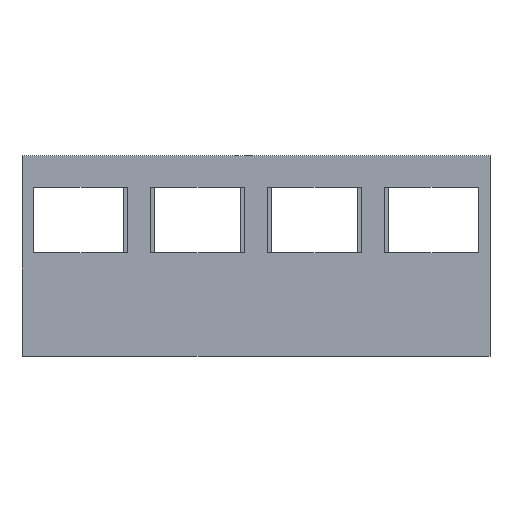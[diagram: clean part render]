
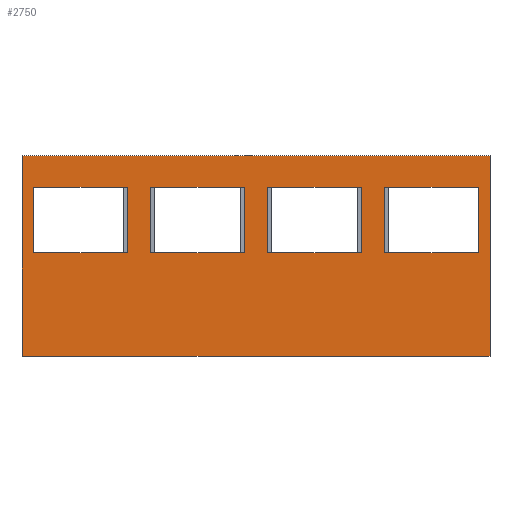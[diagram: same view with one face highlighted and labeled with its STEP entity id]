
A CAD part, top view. The second image highlights one B-rep face of the part: STEP entity #2750.
In plain terms, the highlighted planar face has unit normal (0, 0, 1).
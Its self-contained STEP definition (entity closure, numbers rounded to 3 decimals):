
#2634=AXIS2_PLACEMENT_3D('Plane Axis2P3D',#2631,#2632,#2633) ;
#1334=CARTESIAN_POINT('Vertex',(-52.5,60.,82.5)) ;
#1337=CARTESIAN_POINT('Line Origine',(17.5,60.,82.5)) ;
#1341=CARTESIAN_POINT('Vertex',(87.5,60.,82.5)) ;
#2329=CARTESIAN_POINT('Line Origine',(17.5,0.,82.5)) ;
#2333=CARTESIAN_POINT('Vertex',(-52.5,0.,82.5)) ;
#2335=CARTESIAN_POINT('Vertex',(87.5,0.,82.5)) ;
#2456=CARTESIAN_POINT('Line Origine',(87.5,30.,82.5)) ;
#2475=CARTESIAN_POINT('Line Origine',(-52.5,30.,82.5)) ;
#2544=CARTESIAN_POINT('Vertex',(21.,50.5,82.5)) ;
#2551=CARTESIAN_POINT('Vertex',(49.,50.5,82.5)) ;
#2554=CARTESIAN_POINT('Line Origine',(35.,50.5,82.5)) ;
#2571=CARTESIAN_POINT('Line Origine',(49.,40.75,82.5)) ;
#2575=CARTESIAN_POINT('Vertex',(49.,31.,82.5)) ;
#2595=CARTESIAN_POINT('Line Origine',(21.,40.75,82.5)) ;
#2599=CARTESIAN_POINT('Vertex',(21.,31.,82.5)) ;
#2619=CARTESIAN_POINT('Line Origine',(35.,31.,82.5)) ;
#2631=CARTESIAN_POINT('Axis2P3D Location',(0.,0.,82.5)) ;
#2648=CARTESIAN_POINT('Line Origine',(-49.,40.75,82.5)) ;
#2652=CARTESIAN_POINT('Vertex',(-49.,50.5,82.5)) ;
#2654=CARTESIAN_POINT('Vertex',(-49.,31.,82.5)) ;
#2657=CARTESIAN_POINT('Line Origine',(-35.,50.5,82.5)) ;
#2661=CARTESIAN_POINT('Vertex',(-21.,50.5,82.5)) ;
#2664=CARTESIAN_POINT('Line Origine',(-21.,40.75,82.5)) ;
#2668=CARTESIAN_POINT('Vertex',(-21.,31.,82.5)) ;
#2671=CARTESIAN_POINT('Line Origine',(-35.,31.,82.5)) ;
#2682=CARTESIAN_POINT('Line Origine',(-14.,40.75,82.5)) ;
#2686=CARTESIAN_POINT('Vertex',(-14.,50.5,82.5)) ;
#2688=CARTESIAN_POINT('Vertex',(-14.,31.,82.5)) ;
#2691=CARTESIAN_POINT('Line Origine',(0.,50.5,82.5)) ;
#2695=CARTESIAN_POINT('Vertex',(14.,50.5,82.5)) ;
#2698=CARTESIAN_POINT('Line Origine',(14.,40.75,82.5)) ;
#2702=CARTESIAN_POINT('Vertex',(14.,31.,82.5)) ;
#2705=CARTESIAN_POINT('Line Origine',(0.,31.,82.5)) ;
#2716=CARTESIAN_POINT('Line Origine',(56.,40.75,82.5)) ;
#2720=CARTESIAN_POINT('Vertex',(56.,50.5,82.5)) ;
#2722=CARTESIAN_POINT('Vertex',(56.,31.,82.5)) ;
#2725=CARTESIAN_POINT('Line Origine',(70.,50.5,82.5)) ;
#2729=CARTESIAN_POINT('Vertex',(84.,50.5,82.5)) ;
#2732=CARTESIAN_POINT('Line Origine',(84.,40.75,82.5)) ;
#2736=CARTESIAN_POINT('Vertex',(84.,31.,82.5)) ;
#2739=CARTESIAN_POINT('Line Origine',(70.,31.,82.5)) ;
#1338=DIRECTION('Vector Direction',(1.,0.,0.)) ;
#2330=DIRECTION('Vector Direction',(1.,0.,0.)) ;
#2457=DIRECTION('Vector Direction',(0.,1.,0.)) ;
#2476=DIRECTION('Vector Direction',(0.,1.,0.)) ;
#2555=DIRECTION('Vector Direction',(1.,0.,0.)) ;
#2572=DIRECTION('Vector Direction',(0.,1.,0.)) ;
#2596=DIRECTION('Vector Direction',(0.,-1.,0.)) ;
#2620=DIRECTION('Vector Direction',(-1.,0.,0.)) ;
#2632=DIRECTION('Axis2P3D Direction',(0.,0.,-1.)) ;
#2633=DIRECTION('Axis2P3D XDirection',(0.,1.,0.)) ;
#2649=DIRECTION('Vector Direction',(0.,-1.,0.)) ;
#2658=DIRECTION('Vector Direction',(1.,0.,0.)) ;
#2665=DIRECTION('Vector Direction',(0.,1.,0.)) ;
#2672=DIRECTION('Vector Direction',(-1.,0.,0.)) ;
#2683=DIRECTION('Vector Direction',(0.,-1.,0.)) ;
#2692=DIRECTION('Vector Direction',(1.,0.,0.)) ;
#2699=DIRECTION('Vector Direction',(0.,1.,0.)) ;
#2706=DIRECTION('Vector Direction',(-1.,0.,0.)) ;
#2717=DIRECTION('Vector Direction',(0.,-1.,0.)) ;
#2726=DIRECTION('Vector Direction',(1.,0.,0.)) ;
#2733=DIRECTION('Vector Direction',(0.,1.,0.)) ;
#2740=DIRECTION('Vector Direction',(-1.,0.,0.)) ;
#1339=VECTOR('Line Direction',#1338,1.) ;
#2331=VECTOR('Line Direction',#2330,1.) ;
#2458=VECTOR('Line Direction',#2457,1.) ;
#2477=VECTOR('Line Direction',#2476,1.) ;
#2556=VECTOR('Line Direction',#2555,1.) ;
#2573=VECTOR('Line Direction',#2572,1.) ;
#2597=VECTOR('Line Direction',#2596,1.) ;
#2621=VECTOR('Line Direction',#2620,1.) ;
#2650=VECTOR('Line Direction',#2649,1.) ;
#2659=VECTOR('Line Direction',#2658,1.) ;
#2666=VECTOR('Line Direction',#2665,1.) ;
#2673=VECTOR('Line Direction',#2672,1.) ;
#2684=VECTOR('Line Direction',#2683,1.) ;
#2693=VECTOR('Line Direction',#2692,1.) ;
#2700=VECTOR('Line Direction',#2699,1.) ;
#2707=VECTOR('Line Direction',#2706,1.) ;
#2718=VECTOR('Line Direction',#2717,1.) ;
#2727=VECTOR('Line Direction',#2726,1.) ;
#2734=VECTOR('Line Direction',#2733,1.) ;
#2741=VECTOR('Line Direction',#2740,1.) ;
#2637=ORIENTED_EDGE('',*,*,#2460,.F.) ;
#2638=ORIENTED_EDGE('',*,*,#1343,.F.) ;
#2639=ORIENTED_EDGE('',*,*,#2479,.T.) ;
#2640=ORIENTED_EDGE('',*,*,#2337,.T.) ;
#2643=ORIENTED_EDGE('',*,*,#2577,.F.) ;
#2644=ORIENTED_EDGE('',*,*,#2623,.T.) ;
#2645=ORIENTED_EDGE('',*,*,#2601,.F.) ;
#2646=ORIENTED_EDGE('',*,*,#2558,.T.) ;
#2677=ORIENTED_EDGE('',*,*,#2656,.F.) ;
#2678=ORIENTED_EDGE('',*,*,#2663,.T.) ;
#2679=ORIENTED_EDGE('',*,*,#2670,.F.) ;
#2680=ORIENTED_EDGE('',*,*,#2675,.T.) ;
#2711=ORIENTED_EDGE('',*,*,#2690,.F.) ;
#2712=ORIENTED_EDGE('',*,*,#2697,.T.) ;
#2713=ORIENTED_EDGE('',*,*,#2704,.F.) ;
#2714=ORIENTED_EDGE('',*,*,#2709,.T.) ;
#2745=ORIENTED_EDGE('',*,*,#2724,.F.) ;
#2746=ORIENTED_EDGE('',*,*,#2731,.T.) ;
#2747=ORIENTED_EDGE('',*,*,#2738,.F.) ;
#2748=ORIENTED_EDGE('',*,*,#2743,.T.) ;
#2647=FACE_BOUND('',#2642,.T.) ;
#2681=FACE_BOUND('',#2676,.T.) ;
#2715=FACE_BOUND('',#2710,.T.) ;
#2749=FACE_BOUND('',#2744,.T.) ;
#2750=ADVANCED_FACE('Copriterminale basso LTC superiore',(#2641,#2647,#2681,#2715,#2749),#2635,.F.) ;
#1343=EDGE_CURVE('',#1335,#1342,#1340,.T.) ;
#2337=EDGE_CURVE('',#2334,#2336,#2332,.T.) ;
#2460=EDGE_CURVE('',#1342,#2336,#2459,.F.) ;
#2479=EDGE_CURVE('',#1335,#2334,#2478,.F.) ;
#2558=EDGE_CURVE('',#2545,#2552,#2557,.T.) ;
#2577=EDGE_CURVE('',#2576,#2552,#2574,.T.) ;
#2601=EDGE_CURVE('',#2545,#2600,#2598,.T.) ;
#2623=EDGE_CURVE('',#2576,#2600,#2622,.T.) ;
#2656=EDGE_CURVE('',#2653,#2655,#2651,.T.) ;
#2663=EDGE_CURVE('',#2653,#2662,#2660,.T.) ;
#2670=EDGE_CURVE('',#2669,#2662,#2667,.T.) ;
#2675=EDGE_CURVE('',#2669,#2655,#2674,.T.) ;
#2690=EDGE_CURVE('',#2687,#2689,#2685,.T.) ;
#2697=EDGE_CURVE('',#2687,#2696,#2694,.T.) ;
#2704=EDGE_CURVE('',#2703,#2696,#2701,.T.) ;
#2709=EDGE_CURVE('',#2703,#2689,#2708,.T.) ;
#2724=EDGE_CURVE('',#2721,#2723,#2719,.T.) ;
#2731=EDGE_CURVE('',#2721,#2730,#2728,.T.) ;
#2738=EDGE_CURVE('',#2737,#2730,#2735,.T.) ;
#2743=EDGE_CURVE('',#2737,#2723,#2742,.T.) ;
#2636=EDGE_LOOP('',(#2637,#2638,#2639,#2640)) ;
#2642=EDGE_LOOP('',(#2643,#2644,#2645,#2646)) ;
#2676=EDGE_LOOP('',(#2677,#2678,#2679,#2680)) ;
#2710=EDGE_LOOP('',(#2711,#2712,#2713,#2714)) ;
#2744=EDGE_LOOP('',(#2745,#2746,#2747,#2748)) ;
#2641=FACE_OUTER_BOUND('',#2636,.T.) ;
#1340=LINE('Line',#1337,#1339) ;
#2332=LINE('Line',#2329,#2331) ;
#2459=LINE('Line',#2456,#2458) ;
#2478=LINE('Line',#2475,#2477) ;
#2557=LINE('Line',#2554,#2556) ;
#2574=LINE('Line',#2571,#2573) ;
#2598=LINE('Line',#2595,#2597) ;
#2622=LINE('Line',#2619,#2621) ;
#2651=LINE('Line',#2648,#2650) ;
#2660=LINE('Line',#2657,#2659) ;
#2667=LINE('Line',#2664,#2666) ;
#2674=LINE('Line',#2671,#2673) ;
#2685=LINE('Line',#2682,#2684) ;
#2694=LINE('Line',#2691,#2693) ;
#2701=LINE('Line',#2698,#2700) ;
#2708=LINE('Line',#2705,#2707) ;
#2719=LINE('Line',#2716,#2718) ;
#2728=LINE('Line',#2725,#2727) ;
#2735=LINE('Line',#2732,#2734) ;
#2742=LINE('Line',#2739,#2741) ;
#2635=PLANE('',#2634) ;
#1335=VERTEX_POINT('',#1334) ;
#1342=VERTEX_POINT('',#1341) ;
#2334=VERTEX_POINT('',#2333) ;
#2336=VERTEX_POINT('',#2335) ;
#2545=VERTEX_POINT('',#2544) ;
#2552=VERTEX_POINT('',#2551) ;
#2576=VERTEX_POINT('',#2575) ;
#2600=VERTEX_POINT('',#2599) ;
#2653=VERTEX_POINT('',#2652) ;
#2655=VERTEX_POINT('',#2654) ;
#2662=VERTEX_POINT('',#2661) ;
#2669=VERTEX_POINT('',#2668) ;
#2687=VERTEX_POINT('',#2686) ;
#2689=VERTEX_POINT('',#2688) ;
#2696=VERTEX_POINT('',#2695) ;
#2703=VERTEX_POINT('',#2702) ;
#2721=VERTEX_POINT('',#2720) ;
#2723=VERTEX_POINT('',#2722) ;
#2730=VERTEX_POINT('',#2729) ;
#2737=VERTEX_POINT('',#2736) ;
